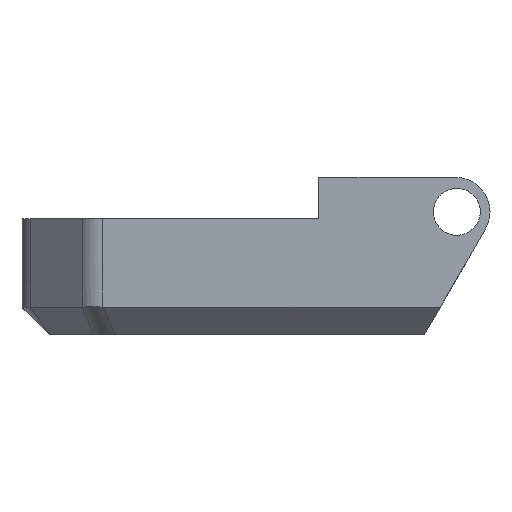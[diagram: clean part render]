
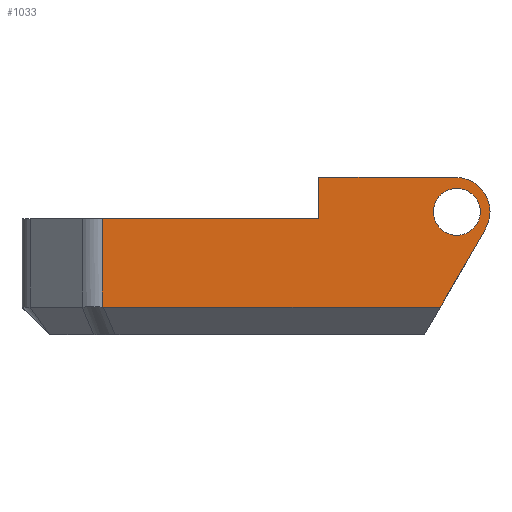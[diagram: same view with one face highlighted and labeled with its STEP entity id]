
A CAD part, front view. The second image highlights one B-rep face of the part: STEP entity #1033.
In plain terms, the highlighted planar face has unit normal (0, -1, 0).
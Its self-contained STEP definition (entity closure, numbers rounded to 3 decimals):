
#702=CARTESIAN_POINT('',(169.206,-331.72,-179.745));
#703=VERTEX_POINT('',#702);
#710=CARTESIAN_POINT('',(169.206,-331.72,-176.745));
#711=VERTEX_POINT('',#710);
#712=CARTESIAN_POINT('',(169.206,-331.72,-179.745));
#713=DIRECTION('',(-0.,0.,1.));
#714=VECTOR('',#713,3.);
#715=LINE('',#712,#714);
#716=EDGE_CURVE('NONE',#703,#711,#715,.T.);
#732=CARTESIAN_POINT('',(179.206,-331.72,-180.945));
#733=VERTEX_POINT('',#732);
#742=CARTESIAN_POINT('',(179.206,-331.72,-179.245));
#743=DIRECTION('',(0.,-1.,0.));
#744=DIRECTION('',(0.,-0.,-1.));
#745=AXIS2_PLACEMENT_3D('',#742,#743,#744);
#746=CIRCLE('',#745,1.7);
#747=EDGE_CURVE('NONE',#733,#733,#746,.T.);
#966=CARTESIAN_POINT('',(177.706,-331.72,-181.745));
#967=DIRECTION('',(-0.,1.,-0.));
#968=DIRECTION('',(1.,0.,-0.));
#969=AXIS2_PLACEMENT_3D('',#966,#967,#968);
#970=PLANE('',#969);
#971=ORIENTED_EDGE('',*,*,#747,.F.);
#972=EDGE_LOOP('',(#971));
#973=FACE_BOUND('',#972,.T.);
#974=CARTESIAN_POINT('',(153.534,-331.72,-186.144));
#975=VERTEX_POINT('',#974);
#976=CARTESIAN_POINT('',(153.534,-331.72,-179.745));
#977=VERTEX_POINT('',#976);
#978=CARTESIAN_POINT('',(153.534,-331.72,-186.144));
#979=DIRECTION('',(-0.,0.,1.));
#980=VECTOR('',#979,6.399);
#981=LINE('',#978,#980);
#982=EDGE_CURVE('',#975,#977,#981,.T.);
#983=ORIENTED_EDGE('',*,*,#982,.F.);
#984=CARTESIAN_POINT('',(153.614,-331.72,-186.145));
#985=VERTEX_POINT('',#984);
#986=CARTESIAN_POINT('',(152.706,-331.72,-181.761));
#987=DIRECTION('',(0.,-1.,0.));
#988=DIRECTION('',(-0.383,-0.,0.924));
#989=AXIS2_PLACEMENT_3D('',#986,#987,#988);
#990=ELLIPSE('',#989,4.568,3.1);
#991=EDGE_CURVE('',#975,#985,#990,.T.);
#992=ORIENTED_EDGE('',*,*,#991,.T.);
#993=CARTESIAN_POINT('',(178.011,-331.72,-186.145));
#994=VERTEX_POINT('',#993);
#995=CARTESIAN_POINT('',(153.614,-331.72,-186.145));
#996=DIRECTION('',(1.,0.,-0.));
#997=VECTOR('',#996,24.397);
#998=LINE('',#995,#997);
#999=EDGE_CURVE('',#985,#994,#998,.T.);
#1000=ORIENTED_EDGE('',*,*,#999,.T.);
#1001=CARTESIAN_POINT('',(181.273,-331.72,-180.495));
#1002=VERTEX_POINT('',#1001);
#1003=CARTESIAN_POINT('',(181.273,-331.72,-180.495));
#1004=DIRECTION('',(-0.5,-0.,-0.866));
#1005=VECTOR('',#1004,6.524);
#1006=LINE('',#1003,#1005);
#1007=EDGE_CURVE('NONE',#1002,#994,#1006,.T.);
#1008=ORIENTED_EDGE('',*,*,#1007,.F.);
#1009=CARTESIAN_POINT('',(179.108,-331.72,-176.745));
#1010=VERTEX_POINT('',#1009);
#1011=CARTESIAN_POINT('',(179.108,-331.72,-179.245));
#1012=DIRECTION('',(0.,-1.,0.));
#1013=DIRECTION('',(-0.,0.,1.));
#1014=AXIS2_PLACEMENT_3D('',#1011,#1012,#1013);
#1015=CIRCLE('',#1014,2.5);
#1016=EDGE_CURVE('NONE',#1002,#1010,#1015,.T.);
#1017=ORIENTED_EDGE('',*,*,#1016,.T.);
#1018=CARTESIAN_POINT('',(179.108,-331.72,-176.745));
#1019=DIRECTION('',(-1.,-0.,0.));
#1020=VECTOR('',#1019,9.902);
#1021=LINE('',#1018,#1020);
#1022=EDGE_CURVE('NONE',#1010,#711,#1021,.T.);
#1023=ORIENTED_EDGE('',*,*,#1022,.T.);
#1024=ORIENTED_EDGE('',*,*,#716,.F.);
#1025=CARTESIAN_POINT('',(153.534,-331.72,-179.745));
#1026=DIRECTION('',(1.,0.,-0.));
#1027=VECTOR('',#1026,15.672);
#1028=LINE('',#1025,#1027);
#1029=EDGE_CURVE('NONE',#977,#703,#1028,.T.);
#1030=ORIENTED_EDGE('',*,*,#1029,.F.);
#1031=EDGE_LOOP('',(#983,#992,#1000,#1008,#1017,#1023,#1024,#1030));
#1032=FACE_BOUND('',#1031,.T.);
#1033=ADVANCED_FACE('NONE',(#973,#1032),#970,.F.);
